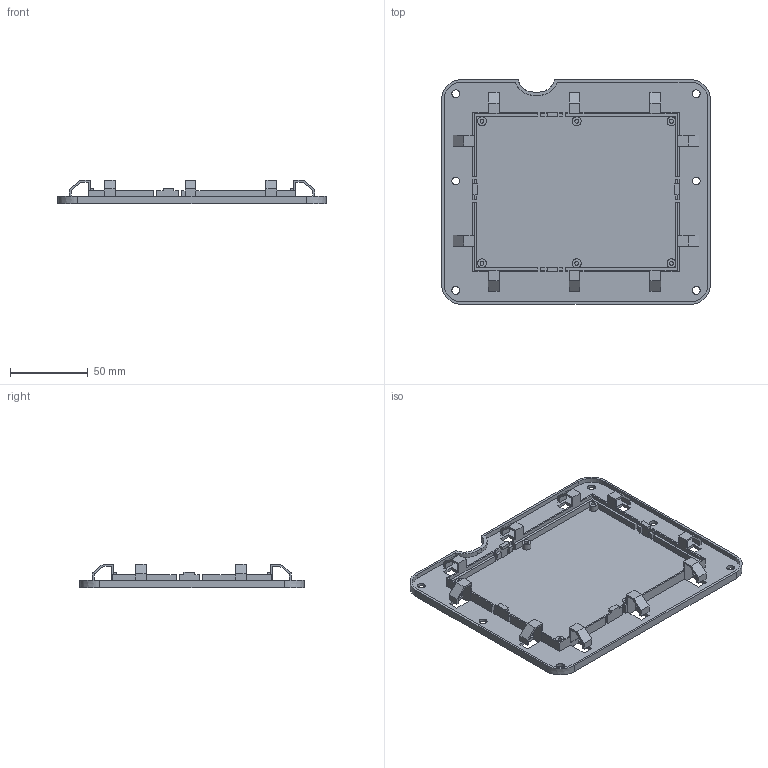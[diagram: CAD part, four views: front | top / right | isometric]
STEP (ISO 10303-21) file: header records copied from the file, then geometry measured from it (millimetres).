
FILE_DESCRIPTION (( 'STEP AP214' ), '1' );
FILE_NAME ('Main-Board-Case_without_roof.STEP', '2019-05-18T05:31:19', ( '' ), ( '' ), 'SwSTEP 2.0', 'SolidWorks 2017', '' );
FILE_SCHEMA (( 'AUTOMOTIVE_DESIGN' ));
Length unit declared in the file: millimetre
Products named in the file (1): Main-Board-Case_without_roof
Bounding box: 172.99 x 144.73 x 15.3 mm (x, y, z)
Volume: 58947.6 mm3; surface area: 64347.9 mm2
Topology: 1 solids, 1 shells, 341 faces, 990 edges, 654 vertices
Faces by surface type: plane 290, cylinder 39, cone 12
Entity records: 11206 total; most frequent: CARTESIAN_POINT 2028, ORIENTED_EDGE 1980, DIRECTION 1762, EDGE_CURVE 990, LINE 874, VECTOR 874, VERTEX_POINT 654, AXIS2_PLACEMENT_3D 444
